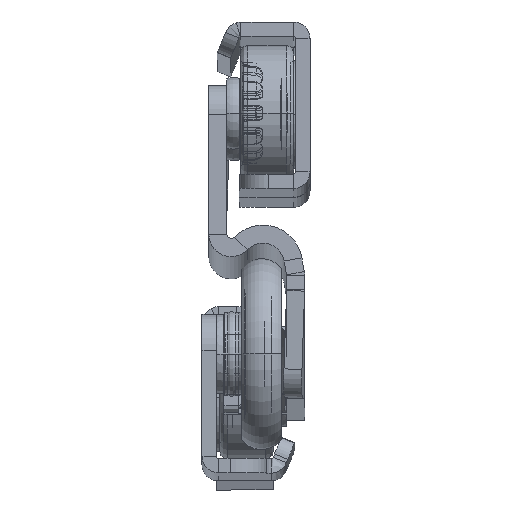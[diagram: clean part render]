
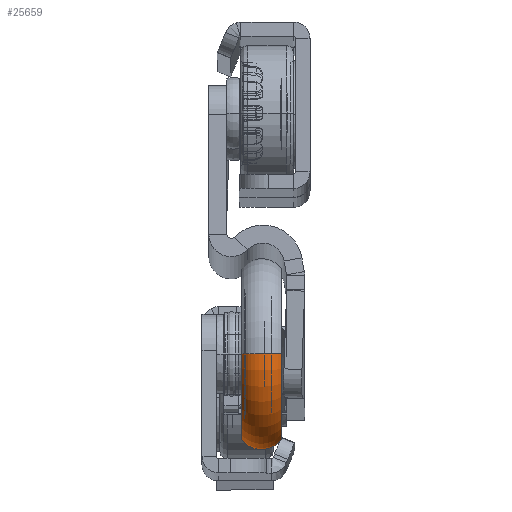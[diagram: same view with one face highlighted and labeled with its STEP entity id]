
A CAD part, top view. The second image highlights one B-rep face of the part: STEP entity #25659.
In plain terms, the highlighted toroidal (fillet/blend) face has major radius 9.75 mm and minor radius 3.5 mm.
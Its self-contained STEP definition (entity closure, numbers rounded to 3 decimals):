
#5135 = FACE_OUTER_BOUND ( 'NONE', #13897, .T. ) ;
#7006 = DIRECTION ( 'NONE',  ( 0., 0., 1. ) ) ;
#7248 = VERTEX_POINT ( 'NONE', #51536 ) ;
#8764 = DIRECTION ( 'NONE',  ( 0., 0., 1. ) ) ;
#10063 = CARTESIAN_POINT ( 'NONE',  ( -5.15, 0., 0. ) ) ;
#10458 = DIRECTION ( 'NONE',  ( 0., 0., 1. ) ) ;
#12642 = CARTESIAN_POINT ( 'NONE',  ( -7.9, 0., 0. ) ) ;
#13897 = EDGE_LOOP ( 'NONE', ( #55344, #51653, #44115, #23760 ) ) ;
#14402 = DIRECTION ( 'NONE',  ( -1., 0., 0. ) ) ;
#14766 = TOROIDAL_SURFACE ( 'NONE', #59648, 9.75, 3.5 ) ;
#15069 = CARTESIAN_POINT ( 'NONE',  ( -2.4, 0., 0. ) ) ;
#15076 = CIRCLE ( 'NONE', #54382, 3.5 ) ;
#15739 = VERTEX_POINT ( 'NONE', #39016 ) ;
#17429 = DIRECTION ( 'NONE',  ( 0., -1., 0. ) ) ;
#21178 = CIRCLE ( 'NONE', #69439, 11.915 ) ;
#21419 = EDGE_CURVE ( 'NONE', #7248, #58486, #64978, .T. ) ;
#22417 = DIRECTION ( 'NONE',  ( 0., 1., 0. ) ) ;
#23760 = ORIENTED_EDGE ( 'NONE', *, *, #39131, .F. ) ;
#25659 = ADVANCED_FACE ( 'NONE', ( #5135 ), #14766, .T. ) ;
#26202 = CIRCLE ( 'NONE', #35154, 11.915 ) ;
#26277 = DIRECTION ( 'NONE',  ( 0., 0., 1. ) ) ;
#33423 = DIRECTION ( 'NONE',  ( -1., 0., 0. ) ) ;
#33623 = EDGE_CURVE ( 'NONE', #38644, #7248, #21178, .T. ) ;
#35154 = AXIS2_PLACEMENT_3D ( 'NONE', #12642, #33423, #7006 ) ;
#38644 = VERTEX_POINT ( 'NONE', #57828 ) ;
#39016 = CARTESIAN_POINT ( 'NONE',  ( -7.9, 0., -11.915 ) ) ;
#39131 = EDGE_CURVE ( 'NONE', #15739, #58486, #26202, .T. ) ;
#40133 = EDGE_CURVE ( 'NONE', #38644, #15739, #15076, .T. ) ;
#40275 = DIRECTION ( 'NONE',  ( 0., 0., -1. ) ) ;
#44115 = ORIENTED_EDGE ( 'NONE', *, *, #21419, .T. ) ;
#45167 = CARTESIAN_POINT ( 'NONE',  ( -7.9, 0., 11.915 ) ) ;
#47378 = DIRECTION ( 'NONE',  ( -1., 0., 0. ) ) ;
#50169 = CARTESIAN_POINT ( 'NONE',  ( -5.15, 0., 9.75 ) ) ;
#51536 = CARTESIAN_POINT ( 'NONE',  ( -2.4, 0., 11.915 ) ) ;
#51653 = ORIENTED_EDGE ( 'NONE', *, *, #33623, .T. ) ;
#54382 = AXIS2_PLACEMENT_3D ( 'NONE', #60026, #22417, #10458 ) ;
#55344 = ORIENTED_EDGE ( 'NONE', *, *, #40133, .F. ) ;
#57828 = CARTESIAN_POINT ( 'NONE',  ( -2.4, 0., -11.915 ) ) ;
#58486 = VERTEX_POINT ( 'NONE', #45167 ) ;
#59648 = AXIS2_PLACEMENT_3D ( 'NONE', #10063, #47378, #26277 ) ;
#60026 = CARTESIAN_POINT ( 'NONE',  ( -5.15, 0., -9.75 ) ) ;
#63905 = AXIS2_PLACEMENT_3D ( 'NONE', #50169, #17429, #40275 ) ;
#64978 = CIRCLE ( 'NONE', #63905, 3.5 ) ;
#69439 = AXIS2_PLACEMENT_3D ( 'NONE', #15069, #14402, #8764 ) ;
